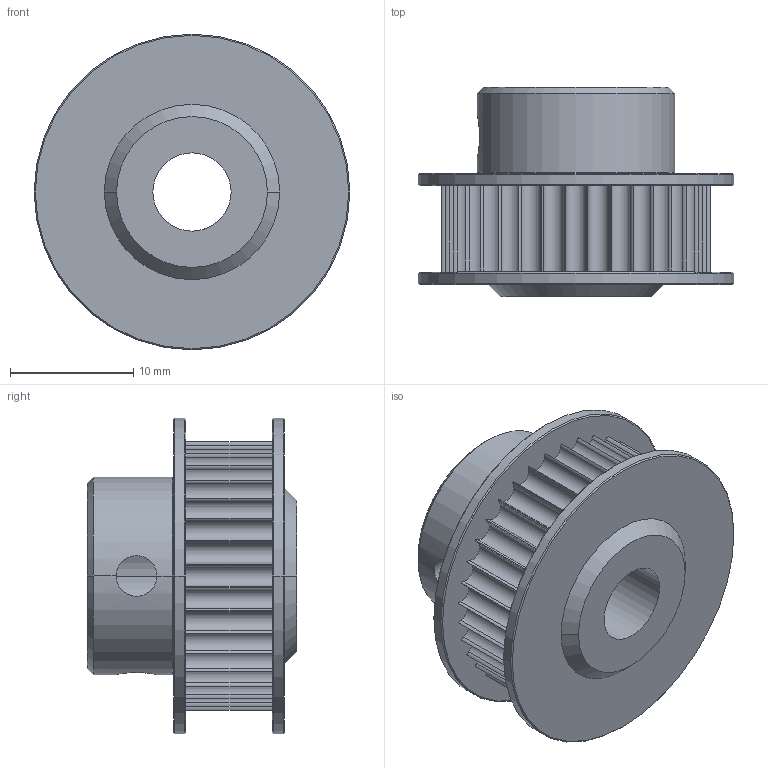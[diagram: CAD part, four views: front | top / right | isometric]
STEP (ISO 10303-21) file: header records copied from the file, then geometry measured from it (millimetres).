
FILE_DESCRIPTION((''),'2;1');
FILE_NAME('PULLEY','2023-07-07T00:14:27',('Lenovo'),(''),'CREO PARAMETRIC BY PTC INC, 2022073','CREO PARAMETRIC BY PTC INC, 2022073','');
FILE_SCHEMA(('CONFIG_CONTROL_DESIGN'));
Length unit declared in the file: millimetre
Products named in the file (1): PULLEY
Bounding box: 25.6 x 17 x 25.6 mm (x, y, z)
Volume: 4195.9 mm3; surface area: 3021.2 mm2
Topology: 1 solids, 1 shells, 142 faces, 500 edges, 362 vertices
Faces by surface type: cylinder 120, cone 16, plane 6
Entity records: 5996 total; most frequent: CARTESIAN_POINT 1252, DIRECTION 1122, ORIENTED_EDGE 1000, EDGE_CURVE 500, AXIS2_PLACEMENT_3D 492, VERTEX_POINT 362, CIRCLE 350, EDGE_LOOP 150
